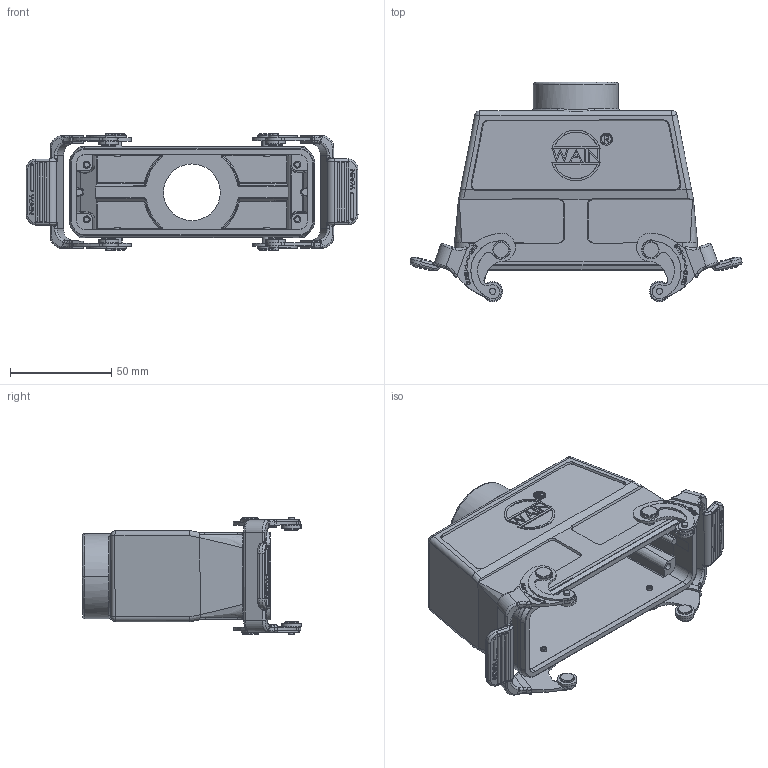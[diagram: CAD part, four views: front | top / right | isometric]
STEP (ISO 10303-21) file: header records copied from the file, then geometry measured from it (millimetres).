
FILE_DESCRIPTION((''),'2;1');
FILE_NAME('ASM0028_ASM_1_ASM','2020-10-14T',('dn.ye'),(''),'PRO/ENGINEER BY PARAMETRIC TECHNOLOGY CORPORATION, 2012480','PRO/ENGINEER BY PARAMETRIC TECHNOLOGY CORPORATION, 2012480','');
FILE_SCHEMA(('CONFIG_CONTROL_DESIGN'));
Products named in the file (1): ASM0028_ASM_1_ASM
Bounding box: 163.91 x 108.25 x 57.51 mm (x, y, z)
Volume: 108623.9 mm3; surface area: 82100.3 mm2
Topology: 5 solids, 43 shells, 1833 faces, 5096 edges, 3449 vertices
Faces by surface type: plane 911, cylinder 437, extrusion 166, bspline 117, torus 76, cone 74, sphere 52
Entity records: 67075 total; most frequent: CARTESIAN_POINT 20877, ORIENTED_EDGE 9846, DIRECTION 8821, EDGE_CURVE 5067, VERTEX_POINT 3449, VECTOR 3043, AXIS2_PLACEMENT_3D 2889, LINE 2877
